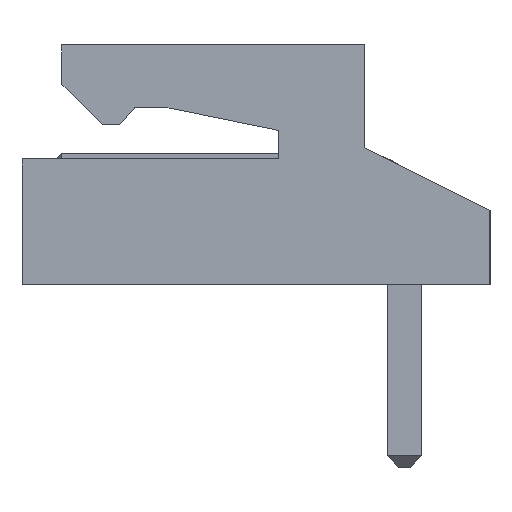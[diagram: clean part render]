
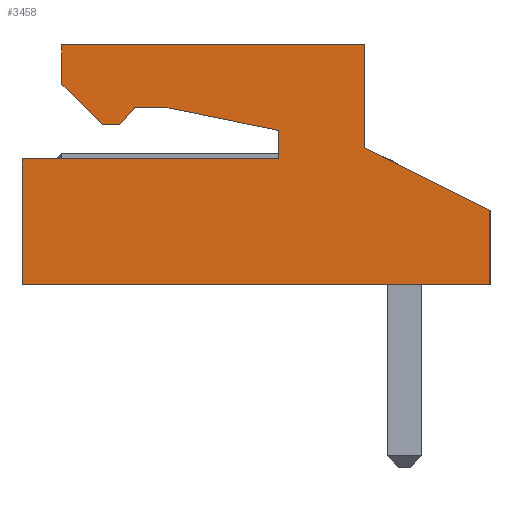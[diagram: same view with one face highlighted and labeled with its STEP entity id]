
A CAD part, left-side view. The second image highlights one B-rep face of the part: STEP entity #3458.
In plain terms, the highlighted face is planar.
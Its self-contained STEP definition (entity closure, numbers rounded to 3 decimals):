
#107 = EDGE_LOOP ( 'NONE', ( #3372, #2977, #1692, #2869, #5033, #4859, #1297, #2570, #5020, #672, #5802, #1590, #4442, #1838 ) ) ;
#139 = VERTEX_POINT ( 'NONE', #2380 ) ;
#188 = VECTOR ( 'NONE', #3876, 1000. ) ;
#224 = EDGE_CURVE ( 'NONE', #4474, #6122, #359, .T. ) ;
#245 = VERTEX_POINT ( 'NONE', #3373 ) ;
#251 = LINE ( 'NONE', #3138, #4462 ) ;
#287 = VECTOR ( 'NONE', #3965, 1000. ) ;
#305 = VERTEX_POINT ( 'NONE', #2041 ) ;
#309 = DIRECTION ( 'NONE',  ( 0., 1., 0. ) ) ;
#329 = CARTESIAN_POINT ( 'NONE',  ( 2.5, 0., 6.7 ) ) ;
#359 = LINE ( 'NONE', #2311, #188 ) ;
#375 = CARTESIAN_POINT ( 'NONE',  ( 2.5, 0., 6.7 ) ) ;
#395 = CARTESIAN_POINT ( 'NONE',  ( 2.5, 3.1, 4.721 ) ) ;
#403 = DIRECTION ( 'NONE',  ( 0., 0., -1. ) ) ;
#495 = VECTOR ( 'NONE', #2267, 1000. ) ;
#504 = EDGE_CURVE ( 'NONE', #4474, #1313, #5796, .T. ) ;
#552 = DIRECTION ( 'NONE',  ( 0., -0.75, 0.661 ) ) ;
#663 = VECTOR ( 'NONE', #309, 1000. ) ;
#672 = ORIENTED_EDGE ( 'NONE', *, *, #6535, .F. ) ;
#727 = LINE ( 'NONE', #3214, #5070 ) ;
#773 = VECTOR ( 'NONE', #403, 1000. ) ;
#808 = LINE ( 'NONE', #4769, #663 ) ;
#893 = LINE ( 'NONE', #395, #2743 ) ;
#1007 = EDGE_CURVE ( 'NONE', #1313, #245, #727, .T. ) ;
#1176 = DIRECTION ( 'NONE',  ( 0., 0., 1. ) ) ;
#1240 = CARTESIAN_POINT ( 'NONE',  ( 2.5, 1.3, -1.5 ) ) ;
#1253 = VERTEX_POINT ( 'NONE', #2980 ) ;
#1297 = ORIENTED_EDGE ( 'NONE', *, *, #4680, .F. ) ;
#1298 = AXIS2_PLACEMENT_3D ( 'NONE', #329, #3381, #5486 ) ;
#1313 = VERTEX_POINT ( 'NONE', #1240 ) ;
#1590 = ORIENTED_EDGE ( 'NONE', *, *, #1007, .F. ) ;
#1692 = ORIENTED_EDGE ( 'NONE', *, *, #2093, .F. ) ;
#1719 = VERTEX_POINT ( 'NONE', #3392 ) ;
#1738 = CARTESIAN_POINT ( 'NONE',  ( 2.5, 2.4, 0.7 ) ) ;
#1838 = ORIENTED_EDGE ( 'NONE', *, *, #224, .T. ) ;
#2030 = EDGE_CURVE ( 'NONE', #1719, #3738, #893, .T. ) ;
#2041 = CARTESIAN_POINT ( 'NONE',  ( 2.5, 2.2, 2.2 ) ) ;
#2046 = DIRECTION ( 'NONE',  ( 0., 1., 0. ) ) ;
#2090 = CARTESIAN_POINT ( 'NONE',  ( 2.5, 4.2, 6.7 ) ) ;
#2093 = EDGE_CURVE ( 'NONE', #6554, #6409, #4793, .T. ) ;
#2226 = PLANE ( 'NONE',  #1298 ) ;
#2266 = EDGE_CURVE ( 'NONE', #6409, #4913, #5523, .T. ) ;
#2267 = DIRECTION ( 'NONE',  ( 0., 0.2, 0.98 ) ) ;
#2311 = CARTESIAN_POINT ( 'NONE',  ( 2.5, 0., 0.7 ) ) ;
#2380 = CARTESIAN_POINT ( 'NONE',  ( 2.5, 0., 6.7 ) ) ;
#2388 = DIRECTION ( 'NONE',  ( 0., 0., 1. ) ) ;
#2437 = LINE ( 'NONE', #3938, #287 ) ;
#2446 = VERTEX_POINT ( 'NONE', #3539 ) ;
#2570 = ORIENTED_EDGE ( 'NONE', *, *, #6390, .F. ) ;
#2735 = LINE ( 'NONE', #5371, #495 ) ;
#2743 = VECTOR ( 'NONE', #2388, 1000. ) ;
#2758 = VECTOR ( 'NONE', #5563, 1000. ) ;
#2869 = ORIENTED_EDGE ( 'NONE', *, *, #3661, .F. ) ;
#2961 = VECTOR ( 'NONE', #3158, 1000. ) ;
#2977 = ORIENTED_EDGE ( 'NONE', *, *, #2266, .F. ) ;
#2980 = CARTESIAN_POINT ( 'NONE',  ( 2.5, 2.8, 4.986 ) ) ;
#3138 = CARTESIAN_POINT ( 'NONE',  ( 2.5, 2.8, 5.286 ) ) ;
#3151 = DIRECTION ( 'NONE',  ( 0., 0.7, 0.714 ) ) ;
#3158 = DIRECTION ( 'NONE',  ( 0., 1., 0. ) ) ;
#3207 = EDGE_CURVE ( 'NONE', #4913, #6122, #5661, .T. ) ;
#3214 = CARTESIAN_POINT ( 'NONE',  ( 2.5, 1.3, -1.5 ) ) ;
#3282 = EDGE_CURVE ( 'NONE', #139, #245, #3391, .T. ) ;
#3372 = ORIENTED_EDGE ( 'NONE', *, *, #3207, .F. ) ;
#3373 = CARTESIAN_POINT ( 'NONE',  ( 2.5, 0., -1.5 ) ) ;
#3381 = DIRECTION ( 'NONE',  ( -1., 0., 0. ) ) ;
#3391 = LINE ( 'NONE', #375, #773 ) ;
#3392 = CARTESIAN_POINT ( 'NONE',  ( 2.5, 3.1, 4.16 ) ) ;
#3458 = ADVANCED_FACE ( 'NONE', ( #6216 ), #2226, .F. ) ;
#3539 = CARTESIAN_POINT ( 'NONE',  ( 2.5, 2.2, 6.7 ) ) ;
#3635 = CARTESIAN_POINT ( 'NONE',  ( 2.5, 2.2, 2.2 ) ) ;
#3644 = CARTESIAN_POINT ( 'NONE',  ( 2.5, 2.8, 4.986 ) ) ;
#3661 = EDGE_CURVE ( 'NONE', #1253, #6554, #251, .T. ) ;
#3738 = VERTEX_POINT ( 'NONE', #6207 ) ;
#3756 = CARTESIAN_POINT ( 'NONE',  ( 2.5, 3.5, 6. ) ) ;
#3876 = DIRECTION ( 'NONE',  ( 0., 1., 0. ) ) ;
#3912 = VECTOR ( 'NONE', #3151, 1000. ) ;
#3938 = CARTESIAN_POINT ( 'NONE',  ( 2.5, 2.2, 6.7 ) ) ;
#3965 = DIRECTION ( 'NONE',  ( 0., 0., -1. ) ) ;
#4164 = VECTOR ( 'NONE', #552, 1000. ) ;
#4274 = EDGE_CURVE ( 'NONE', #3738, #1253, #6544, .T. ) ;
#4442 = ORIENTED_EDGE ( 'NONE', *, *, #504, .F. ) ;
#4462 = VECTOR ( 'NONE', #1176, 1000. ) ;
#4474 = VERTEX_POINT ( 'NONE', #6278 ) ;
#4542 = EDGE_CURVE ( 'NONE', #2446, #305, #2437, .T. ) ;
#4631 = LINE ( 'NONE', #3635, #2961 ) ;
#4644 = CARTESIAN_POINT ( 'NONE',  ( 2.5, 2.7, 2.2 ) ) ;
#4680 = EDGE_CURVE ( 'NONE', #6133, #1719, #2735, .T. ) ;
#4769 = CARTESIAN_POINT ( 'NONE',  ( 2.5, 0., 6.7 ) ) ;
#4793 = LINE ( 'NONE', #3756, #3912 ) ;
#4859 = ORIENTED_EDGE ( 'NONE', *, *, #2030, .F. ) ;
#4913 = VERTEX_POINT ( 'NONE', #5167 ) ;
#5020 = ORIENTED_EDGE ( 'NONE', *, *, #4542, .F. ) ;
#5033 = ORIENTED_EDGE ( 'NONE', *, *, #4274, .F. ) ;
#5070 = VECTOR ( 'NONE', #6188, 1000. ) ;
#5158 = CARTESIAN_POINT ( 'NONE',  ( 2.5, 4.2, 0.7 ) ) ;
#5167 = CARTESIAN_POINT ( 'NONE',  ( 2.5, 4.2, 6. ) ) ;
#5371 = CARTESIAN_POINT ( 'NONE',  ( 2.5, 2.7, 2.2 ) ) ;
#5483 = VECTOR ( 'NONE', #6367, 1000. ) ;
#5486 = DIRECTION ( 'NONE',  ( 0., -1., 0. ) ) ;
#5523 = LINE ( 'NONE', #6086, #6470 ) ;
#5563 = DIRECTION ( 'NONE',  ( 0., 0., -1. ) ) ;
#5661 = LINE ( 'NONE', #2090, #2758 ) ;
#5699 = CARTESIAN_POINT ( 'NONE',  ( 2.5, 3.5, 6. ) ) ;
#5796 = LINE ( 'NONE', #1738, #5483 ) ;
#5802 = ORIENTED_EDGE ( 'NONE', *, *, #3282, .T. ) ;
#6086 = CARTESIAN_POINT ( 'NONE',  ( 2.5, 4.2, 6. ) ) ;
#6122 = VERTEX_POINT ( 'NONE', #5158 ) ;
#6133 = VERTEX_POINT ( 'NONE', #4644 ) ;
#6188 = DIRECTION ( 'NONE',  ( 0., -1., 0. ) ) ;
#6207 = CARTESIAN_POINT ( 'NONE',  ( 2.5, 3.1, 4.721 ) ) ;
#6216 = FACE_OUTER_BOUND ( 'NONE', #107, .T. ) ;
#6278 = CARTESIAN_POINT ( 'NONE',  ( 2.5, 2.4, 0.7 ) ) ;
#6367 = DIRECTION ( 'NONE',  ( 0., -0.447, -0.894 ) ) ;
#6390 = EDGE_CURVE ( 'NONE', #305, #6133, #4631, .T. ) ;
#6409 = VERTEX_POINT ( 'NONE', #5699 ) ;
#6461 = CARTESIAN_POINT ( 'NONE',  ( 2.5, 2.8, 5.286 ) ) ;
#6470 = VECTOR ( 'NONE', #2046, 1000. ) ;
#6535 = EDGE_CURVE ( 'NONE', #139, #2446, #808, .T. ) ;
#6544 = LINE ( 'NONE', #3644, #4164 ) ;
#6554 = VERTEX_POINT ( 'NONE', #6461 ) ;
